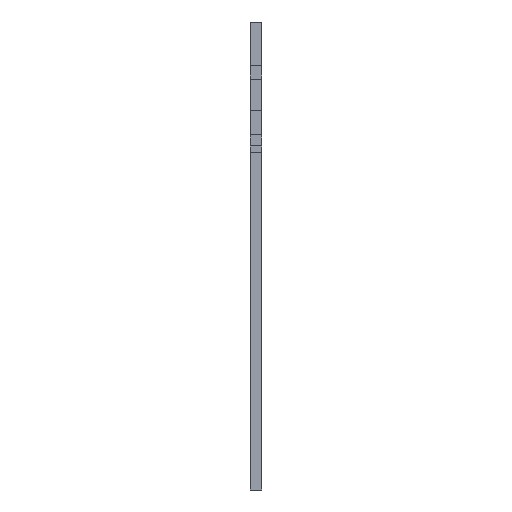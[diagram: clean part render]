
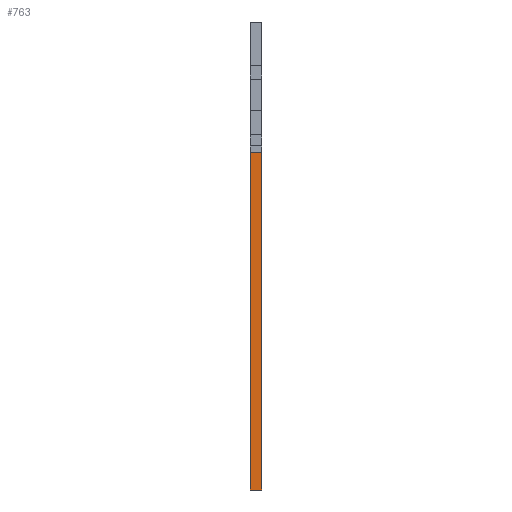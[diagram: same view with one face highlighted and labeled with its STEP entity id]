
A CAD part, top view. The second image highlights one B-rep face of the part: STEP entity #763.
In plain terms, the highlighted planar face has unit normal (0, 0, 1).
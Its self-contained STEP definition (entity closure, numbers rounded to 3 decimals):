
#179=ORIENTED_EDGE('',*,*,#344,.T.);
#180=ORIENTED_EDGE('',*,*,#317,.F.);
#181=ORIENTED_EDGE('',*,*,#343,.T.);
#182=ORIENTED_EDGE('',*,*,#270,.T.);
#270=EDGE_CURVE('',#372,#371,#436,.T.);
#317=EDGE_CURVE('',#416,#400,#472,.T.);
#343=EDGE_CURVE('',#416,#372,#498,.T.);
#344=EDGE_CURVE('',#371,#400,#499,.T.);
#371=VERTEX_POINT('',#1094);
#372=VERTEX_POINT('',#1096);
#400=VERTEX_POINT('',#1154);
#416=VERTEX_POINT('',#1187);
#436=LINE('',#1095,#519);
#472=LINE('',#1188,#555);
#498=LINE('',#1239,#581);
#499=LINE('',#1241,#582);
#519=VECTOR('',#886,1000.);
#555=VECTOR('',#946,1000.);
#581=VECTOR('',#1004,1000.);
#582=VECTOR('',#1007,1000.);
#628=EDGE_LOOP('',(#179,#180,#181,#182));
#689=FACE_BOUND('',#628,.T.);
#730=PLANE('',#835);
#763=ADVANCED_FACE('',(#689),#730,.F.);
#835=AXIS2_PLACEMENT_3D('',#1240,#1005,#1006);
#886=DIRECTION('',(0.,-1.,0.));
#946=DIRECTION('',(0.,-1.,0.));
#1004=DIRECTION('',(-1.,0.,0.));
#1005=DIRECTION('',(0.,0.,-1.));
#1006=DIRECTION('',(-1.,0.,0.));
#1007=DIRECTION('',(1.,0.,0.));
#1094=CARTESIAN_POINT('',(-14.704,101.287,113.941));
#1095=CARTESIAN_POINT('',(-14.704,160.954,113.941));
#1096=CARTESIAN_POINT('',(-14.704,160.561,113.941));
#1154=CARTESIAN_POINT('',(-12.704,101.287,113.941));
#1187=CARTESIAN_POINT('',(-12.704,160.561,113.941));
#1188=CARTESIAN_POINT('',(-12.704,160.954,113.941));
#1239=CARTESIAN_POINT('',(-12.704,160.561,113.941));
#1240=CARTESIAN_POINT('',(-12.704,160.954,113.941));
#1241=CARTESIAN_POINT('',(-11.367,101.287,113.941));
